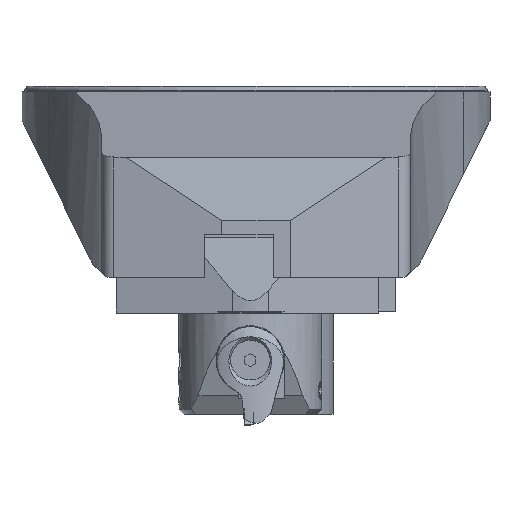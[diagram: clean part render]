
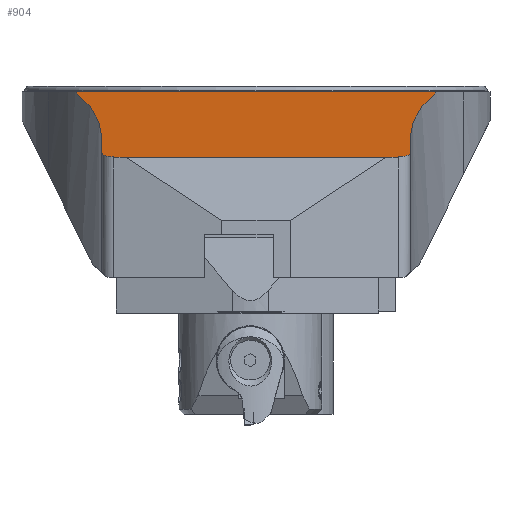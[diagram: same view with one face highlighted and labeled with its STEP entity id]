
A CAD part, left-side view. The second image highlights one B-rep face of the part: STEP entity #904.
In plain terms, the highlighted planar face has unit normal (-0.257, 0, 0.967).
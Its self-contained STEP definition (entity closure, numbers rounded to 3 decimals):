
#469=ELLIPSE('',#8311,206.933,200.);
#476=ELLIPSE('',#8321,206.933,200.);
#482=ELLIPSE('',#8331,5.173,5.);
#483=ELLIPSE('',#8332,5.173,5.);
#541=FACE_OUTER_BOUND('',#3417,.T.);
#904=ADVANCED_FACE('',(#541),#1318,.F.);
#1318=PLANE('',#8333);
#1659=LINE('',#11225,#2472);
#1674=LINE('',#11257,#2487);
#1676=LINE('',#11261,#2489);
#1679=LINE('',#11267,#2492);
#1696=LINE('',#11302,#2509);
#1702=LINE('',#11315,#2515);
#2472=VECTOR('',#9023,1.);
#2487=VECTOR('',#9044,1.);
#2489=VECTOR('',#9048,1.);
#2492=VECTOR('',#9053,1.);
#2509=VECTOR('',#9078,1.);
#2515=VECTOR('',#9088,1.);
#3417=EDGE_LOOP('',(#4030,#4031,#4032,#4033,#4034,#4035,#4036,#4037,#4038,
#4039));
#4030=ORIENTED_EDGE('',*,*,#6849,.T.);
#4031=ORIENTED_EDGE('',*,*,#6899,.T.);
#4032=ORIENTED_EDGE('',*,*,#6832,.T.);
#4033=ORIENTED_EDGE('',*,*,#6829,.F.);
#4034=ORIENTED_EDGE('',*,*,#6827,.T.);
#4035=ORIENTED_EDGE('',*,*,#6900,.T.);
#4036=ORIENTED_EDGE('',*,*,#6855,.T.);
#4037=ORIENTED_EDGE('',*,*,#6877,.T.);
#4038=ORIENTED_EDGE('',*,*,#6812,.T.);
#4039=ORIENTED_EDGE('',*,*,#6889,.T.);
#6054=VERTEX_POINT('',#11203);
#6065=VERTEX_POINT('',#11224);
#6079=VERTEX_POINT('',#11256);
#6080=VERTEX_POINT('',#11258);
#6081=VERTEX_POINT('',#11262);
#6083=VERTEX_POINT('',#11268);
#6096=VERTEX_POINT('',#11301);
#6097=VERTEX_POINT('',#11303);
#6102=VERTEX_POINT('',#11316);
#6103=VERTEX_POINT('',#11317);
#6812=EDGE_CURVE('',#6054,#6065,#1659,.T.);
#6827=EDGE_CURVE('',#6080,#6079,#1674,.T.);
#6829=EDGE_CURVE('',#6080,#6081,#1676,.T.);
#6832=EDGE_CURVE('',#6083,#6081,#1679,.T.);
#6849=EDGE_CURVE('',#6097,#6096,#1696,.T.);
#6855=EDGE_CURVE('',#6102,#6103,#1702,.T.);
#6877=EDGE_CURVE('',#6103,#6054,#469,.T.);
#6889=EDGE_CURVE('',#6065,#6097,#476,.T.);
#6899=EDGE_CURVE('',#6096,#6083,#482,.T.);
#6900=EDGE_CURVE('',#6079,#6102,#483,.T.);
#8311=AXIS2_PLACEMENT_3D('',#11358,#9121,#9122);
#8321=AXIS2_PLACEMENT_3D('',#11379,#9146,#9147);
#8331=AXIS2_PLACEMENT_3D('',#11397,#9170,#9171);
#8332=AXIS2_PLACEMENT_3D('',#11398,#9172,#9173);
#8333=AXIS2_PLACEMENT_3D('',#11399,#9174,#9175);
#9023=DIRECTION('',(0.,1.,0.));
#9044=DIRECTION('',(0.173,-0.984,0.046));
#9048=DIRECTION('',(0.,1.,0.));
#9053=DIRECTION('',(-0.173,-0.984,-0.046));
#9078=DIRECTION('',(-0.966,0.,-0.257));
#9088=DIRECTION('',(0.966,0.,0.257));
#9121=DIRECTION('',(0.257,0.,-0.966));
#9122=DIRECTION('',(0.966,0.,0.257));
#9146=DIRECTION('',(0.257,0.,-0.966));
#9147=DIRECTION('',(0.966,0.,0.257));
#9170=DIRECTION('',(-0.257,0.,0.966));
#9171=DIRECTION('',(0.966,0.,0.257));
#9172=DIRECTION('',(-0.257,0.,0.966));
#9173=DIRECTION('',(-0.966,0.,-0.257));
#9174=DIRECTION('',(0.257,0.,-0.966));
#9175=DIRECTION('',(0.966,0.,0.257));
#11203=CARTESIAN_POINT('',(-86.5,-63.258,-2.));
#11224=CARTESIAN_POINT('',(-86.5,63.258,-2.));
#11225=CARTESIAN_POINT('',(-86.5,-179.,-2.));
#11256=CARTESIAN_POINT('',(-172.323,-49.868,-24.792));
#11257=CARTESIAN_POINT('',(-179.163,-11.074,-26.609));
#11258=CARTESIAN_POINT('',(-173.105,-45.432,-25.));
#11261=CARTESIAN_POINT('',(-173.105,-179.,-25.));
#11262=CARTESIAN_POINT('',(-173.105,45.432,-25.));
#11267=CARTESIAN_POINT('',(-179.163,11.074,-26.609));
#11268=CARTESIAN_POINT('',(-172.323,49.868,-24.792));
#11301=CARTESIAN_POINT('',(-167.399,54.,-23.485));
#11302=CARTESIAN_POINT('',(-86.5,54.,-2.));
#11303=CARTESIAN_POINT('',(-146.647,54.,-17.973));
#11315=CARTESIAN_POINT('',(-86.5,-54.,-2.));
#11316=CARTESIAN_POINT('',(-167.399,-54.,-23.485));
#11317=CARTESIAN_POINT('',(-146.647,-54.,-17.973));
#11358=CARTESIAN_POINT('',(-146.647,-254.,-17.973));
#11379=CARTESIAN_POINT('',(-146.647,254.,-17.973));
#11397=CARTESIAN_POINT('',(-167.399,49.,-23.485));
#11398=CARTESIAN_POINT('',(-167.399,-49.,-23.485));
#11399=CARTESIAN_POINT('',(-86.5,-179.,-2.));
